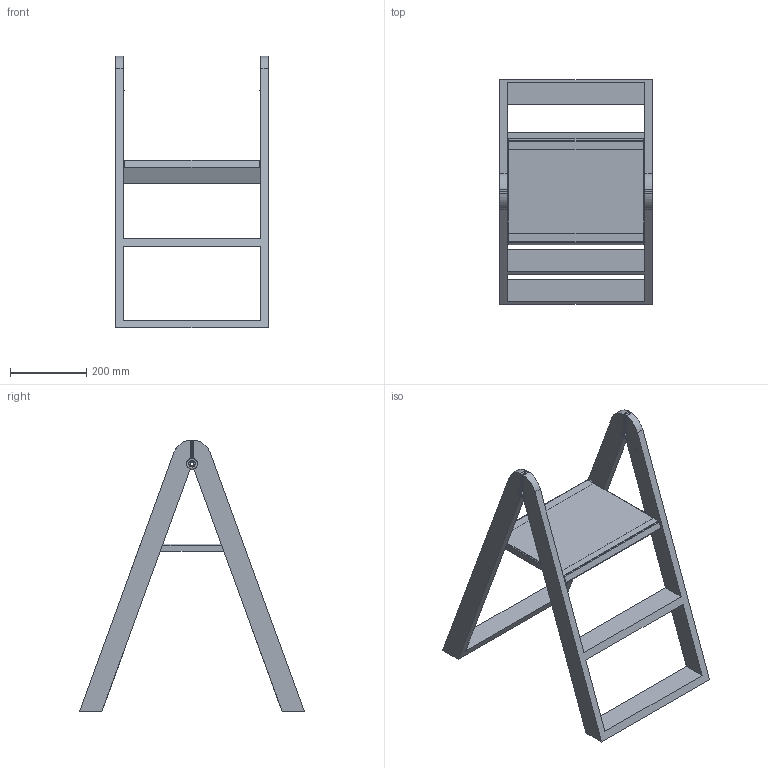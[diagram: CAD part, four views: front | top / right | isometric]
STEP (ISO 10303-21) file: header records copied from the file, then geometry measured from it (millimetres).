
FILE_DESCRIPTION(/* description */ (''),/* implementation_level */ '2;1');
FILE_NAME(/* name */ '20020_A01-04_REECH_Simplify_1.stp',/* time_stamp */ '2023-03-10T13:14:28+01:00',/* author */ ('SørenNielsen'),/* organization */ (''),/* preprocessor_version */ 'ST-DEVELOPER v19',/* originating_system */ 'Autodesk Inventor 2023',/* authorisation */ '');
FILE_SCHEMA (('AUTOMOTIVE_DESIGN { 1 0 10303 214 3 1 1 }'));
Length unit declared in the file: inch
Products named in the file (1): 20020_A01-04_REECH_Simplify_1
Bounding box: 400 x 588.64 x 711.56 mm (x, y, z)
Volume: 5130935.1 mm3; surface area: 913303.2 mm2
Topology: 4 solids, 4 shells, 290 faces, 719 edges, 431 vertices
Faces by surface type: plane 132, cylinder 112, sphere 26, torus 12, cone 8
Full cylindrical faces by diameter (mm): 3.5 x2, 4.2 x2, 5 x2, 5.5 x2, 6.5 x2, 8 x2, 8.2 x2, 9.5 x2, 12 x2, 16 x4
Entity records: 9133 total; most frequent: CARTESIAN_POINT 1722, DIRECTION 1554, ORIENTED_EDGE 1438, EDGE_CURVE 719, AXIS2_PLACEMENT_3D 576, VERTEX_POINT 439, LINE 402, VECTOR 402
